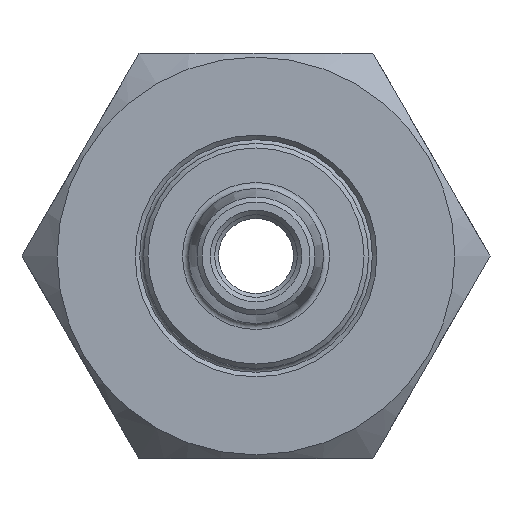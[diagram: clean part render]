
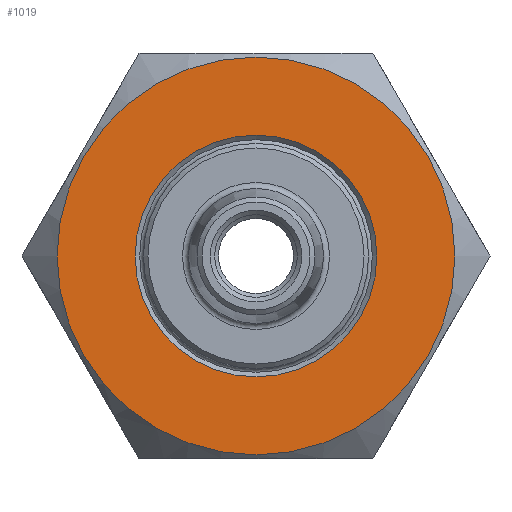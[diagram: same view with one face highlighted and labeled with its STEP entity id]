
A CAD part, left-side view. The second image highlights one B-rep face of the part: STEP entity #1019.
In plain terms, the highlighted planar face has unit normal (-1, 0, 0).
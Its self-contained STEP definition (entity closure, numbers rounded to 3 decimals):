
#47=FACE_BOUND('',#174,.T.);
#74=PLANE('',#1170);
#105=FACE_OUTER_BOUND('',#173,.T.);
#173=EDGE_LOOP('',(#736));
#174=EDGE_LOOP('',(#737));
#351=CIRCLE('',#1151,13.25);
#358=CIRCLE('',#1165,8.05);
#450=VERTEX_POINT('',#1735);
#456=VERTEX_POINT('',#1761);
#550=EDGE_CURVE('',#450,#450,#351,.T.);
#562=EDGE_CURVE('',#456,#456,#358,.T.);
#736=ORIENTED_EDGE('',*,*,#550,.T.);
#737=ORIENTED_EDGE('',*,*,#562,.F.);
#1019=ADVANCED_FACE('',(#105,#47),#74,.T.);
#1151=AXIS2_PLACEMENT_3D('',#1737,#1321,#1322);
#1165=AXIS2_PLACEMENT_3D('',#1762,#1354,#1355);
#1170=AXIS2_PLACEMENT_3D('',#1772,#1366,#1367);
#1321=DIRECTION('center_axis',(-1.,0.,0.));
#1322=DIRECTION('ref_axis',(0.,1.,0.));
#1354=DIRECTION('center_axis',(-1.,0.,0.));
#1355=DIRECTION('ref_axis',(0.,0.,-1.));
#1366=DIRECTION('center_axis',(-1.,0.,0.));
#1367=DIRECTION('ref_axis',(0.,0.,1.));
#1735=CARTESIAN_POINT('',(-13.5,-13.25,0.));
#1737=CARTESIAN_POINT('Origin',(-13.5,0.,0.));
#1761=CARTESIAN_POINT('',(-13.5,0.,8.05));
#1762=CARTESIAN_POINT('Origin',(-13.5,0.,0.));
#1772=CARTESIAN_POINT('Origin',(-13.5,0.,0.));
